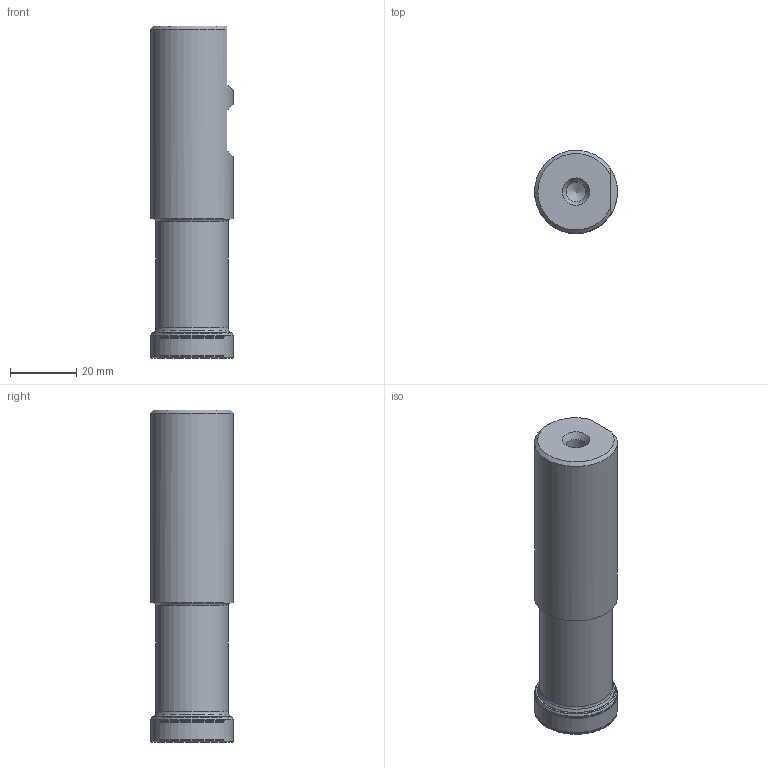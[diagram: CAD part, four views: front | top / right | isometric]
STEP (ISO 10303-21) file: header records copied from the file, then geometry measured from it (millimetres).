
FILE_DESCRIPTION(/* description */ (''),/* implementation_level */ '2;1');
FILE_NAME(/* name */ '25A3R042B25_STN10_C_115009468ndi000_00_SIM.stp',/* time_stamp */ '2020-02-28T07:57:27+01:00',/* author */ (''),/* organization */ (''),/* preprocessor_version */ 'ST-DEVELOPER v16.7',/* originating_system */ 'SIEMENS PLM Software NX 12.0',/* authorisation */ '');
FILE_SCHEMA (('AUTOMOTIVE_DESIGN { 1 0 10303 214 3 1 1 1 }'));
Length unit declared in the file: millimetre
Products named in the file (1): lf193BA05D64d2p2
Bounding box: 25 x 25 x 100 mm (x, y, z)
Volume: 43705.3 mm3; surface area: 11103.6 mm2
Topology: 2 solids, 2 shells, 64 faces, 132 edges, 70 vertices
Faces by surface type: revolution 38, cone 10, plane 7, torus 5, cylinder 4
Full cylindrical faces by diameter (mm): 6 x1, 21.8 x1, 23.6 x1, 25 x1
Entity records: 1640 total; most frequent: CARTESIAN_POINT 473, DIRECTION 222, ORIENTED_EDGE 142, EDGE_LOOP 121, FACE_BOUND 117, AXIS2_PLACEMENT_3D 88, EDGE_CURVE 71, VERTEX_POINT 68
